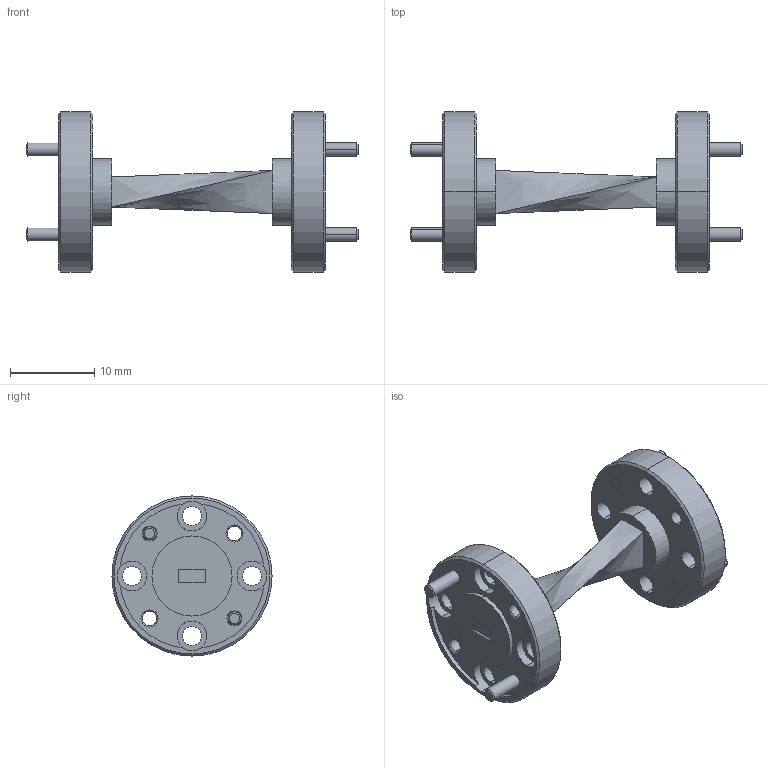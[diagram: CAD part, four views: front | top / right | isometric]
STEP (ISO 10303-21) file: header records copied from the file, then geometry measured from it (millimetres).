
FILE_DESCRIPTION (( 'STEP AP214' ), '1' );
FILE_NAME ('WB-TE-A, Defeatured.STEP', '2025-02-25T22:59:37', ( '' ), ( '' ), 'SwSTEP 2.0', 'SolidWorks 2021', '' );
FILE_SCHEMA (( 'AUTOMOTIVE_DESIGN' ));
Length unit declared in the file: inch
Products named in the file (1): WB-TE-A, Defeatured
Bounding box: 39.5 x 19.05 x 19.05 mm (x, y, z)
Volume: 2437 mm3; surface area: 2480.2 mm2
Topology: 5 solids, 8 shells, 170 faces, 392 edges, 248 vertices
Faces by surface type: cylinder 76, plane 44, cone 40, bspline 10
Entity records: 5138 total; most frequent: CARTESIAN_POINT 1001, DIRECTION 908, ORIENTED_EDGE 784, EDGE_CURVE 392, AXIS2_PLACEMENT_3D 369, VERTEX_POINT 248, EDGE_LOOP 212, CIRCLE 208
